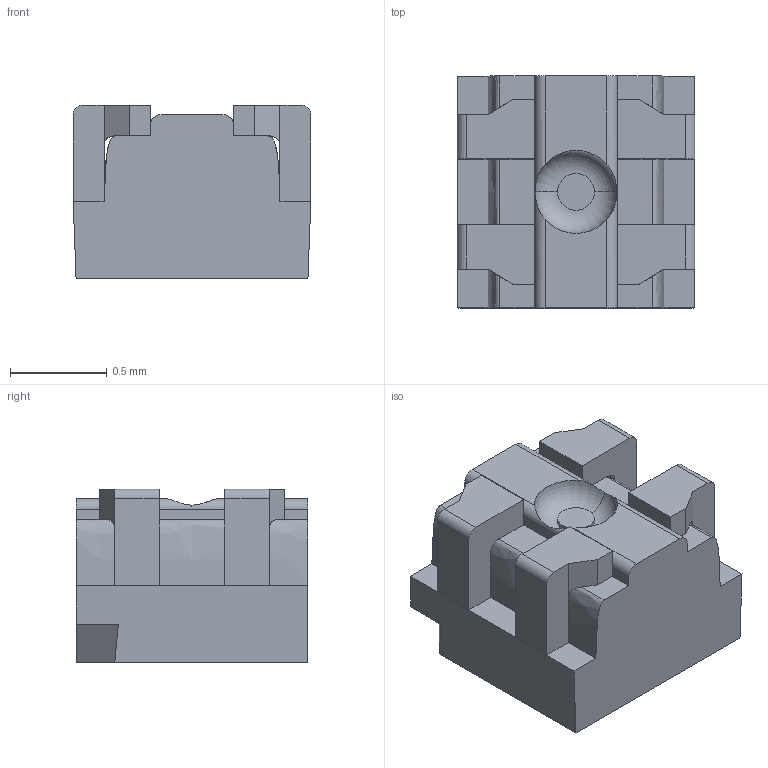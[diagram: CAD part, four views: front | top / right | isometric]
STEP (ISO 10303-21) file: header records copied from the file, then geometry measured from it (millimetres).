
FILE_DESCRIPTION (( 'STEP AP214' ), '1' );
FILE_NAME ('XL-B1212RGBA-HF.STEP', '2025-06-28T18:24:10', ( '' ), ( '' ), 'SwSTEP 2.0', 'SolidWorks 2025', '' );
FILE_SCHEMA (( 'AUTOMOTIVE_DESIGN' ));
Length unit declared in the file: millimetre
Products named in the file (4): XL-B1212RGBA-HF本体; 引脚1; 引脚2; XL-B1212RGBA-HF
Assembly tree (5 placements, depth 2):
  XL-B1212RGBA-HF
    XL-B1212RGBA-HF本体
    引脚2  x2
    引脚1  x2
Bounding box: 1.23 x 1.2 x 0.9 mm (x, y, z)
Volume: 0.9 mm3; surface area: 12.4 mm2
Topology: 10 solids, 10 shells, 137 faces, 349 edges, 238 vertices
Faces by surface type: plane 97, cylinder 34, bspline 4, torus 2
Entity records: 4770 total; most frequent: CARTESIAN_POINT 882, ORIENTED_EDGE 582, DIRECTION 577, EDGE_CURVE 291, VERTEX_POINT 200, LINE 195, VECTOR 195, AXIS2_PLACEMENT_3D 191
